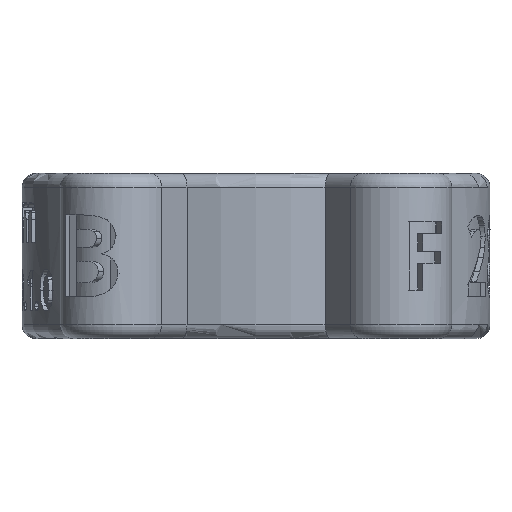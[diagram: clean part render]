
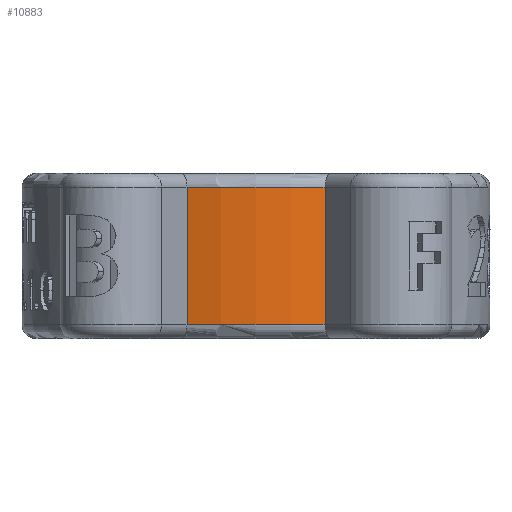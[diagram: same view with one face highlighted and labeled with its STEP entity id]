
A CAD part, front view. The second image highlights one B-rep face of the part: STEP entity #10883.
In plain terms, the highlighted cylindrical face has radius 17 mm (diameter 34 mm), a partial arc.
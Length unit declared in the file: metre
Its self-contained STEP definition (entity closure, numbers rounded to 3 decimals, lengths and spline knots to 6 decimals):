
#1049=CYLINDRICAL_SURFACE('',#11718,0.017);
#1312=LINE('',#16479,#2057);
#1313=LINE('',#16484,#2058);
#2057=VECTOR('',#12792,1.);
#2058=VECTOR('',#12795,1.);
#3297=ORIENTED_EDGE('',*,*,#6642,.T.);
#3298=ORIENTED_EDGE('',*,*,#6643,.T.);
#3299=ORIENTED_EDGE('',*,*,#6644,.F.);
#3300=ORIENTED_EDGE('',*,*,#6645,.T.);
#6642=EDGE_CURVE('',#8319,#8320,#1312,.T.);
#6643=EDGE_CURVE('',#8320,#8321,#9096,.T.);
#6644=EDGE_CURVE('',#8322,#8321,#1313,.T.);
#6645=EDGE_CURVE('',#8322,#8319,#9097,.F.);
#8319=VERTEX_POINT('',#16480);
#8320=VERTEX_POINT('',#16481);
#8321=VERTEX_POINT('',#16483);
#8322=VERTEX_POINT('',#16485);
#9096=CIRCLE('',#11719,0.017);
#9097=CIRCLE('',#11720,0.017);
#9302=EDGE_LOOP('',(#3297,#3298,#3299,#3300));
#10000=FACE_BOUND('',#9302,.T.);
#10883=ADVANCED_FACE('',(#10000),#1049,.T.);
#11718=AXIS2_PLACEMENT_3D('',#16478,#12790,#12791);
#11719=AXIS2_PLACEMENT_3D('',#16482,#12793,#12794);
#11720=AXIS2_PLACEMENT_3D('',#16486,#12796,#12797);
#12790=DIRECTION('',(0.,0.,-1.));
#12791=DIRECTION('',(-1.,0.,0.));
#12792=DIRECTION('',(0.,0.,-1.));
#12793=DIRECTION('',(0.,0.,1.));
#12794=DIRECTION('',(1.,0.,0.));
#12795=DIRECTION('',(0.,0.,-1.));
#12796=DIRECTION('',(0.,0.,1.));
#12797=DIRECTION('',(1.,0.,0.));
#16478=CARTESIAN_POINT('',(0.,0.,0.005));
#16479=CARTESIAN_POINT('',(-0.005013,-0.016244,0.005));
#16480=CARTESIAN_POINT('',(-0.005013,-0.016244,0.005));
#16481=CARTESIAN_POINT('',(-0.005013,-0.016244,-0.005));
#16482=CARTESIAN_POINT('',(0.,0.,-0.005));
#16483=CARTESIAN_POINT('',(0.005013,-0.016244,-0.005));
#16484=CARTESIAN_POINT('',(0.005013,-0.016244,0.005));
#16485=CARTESIAN_POINT('',(0.005013,-0.016244,0.005));
#16486=CARTESIAN_POINT('',(0.,0.,0.005));
